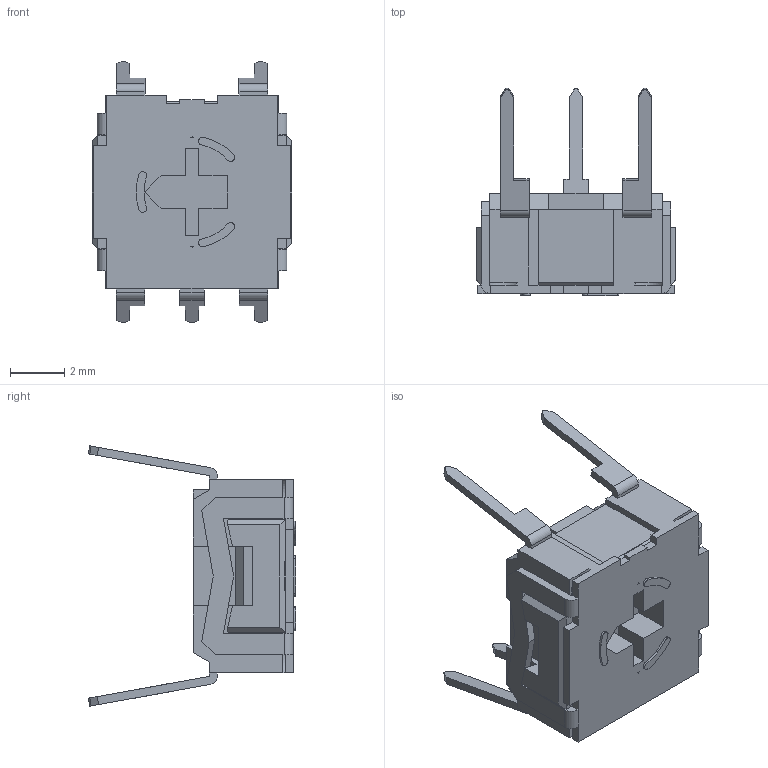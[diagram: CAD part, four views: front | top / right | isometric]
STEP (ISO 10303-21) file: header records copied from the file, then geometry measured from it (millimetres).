
FILE_DESCRIPTION( ( 'STEP AP214' ), ' ' );
FILE_NAME( 'psolqas15385847613.stp', '2017-08-23T13:38:58', ( '' ), ( '' ), ' ', 'PARTsolutions', ' ' );
FILE_SCHEMA( ( 'AUTOMOTIVE_DESIGN { 1 0 10303 214 1 1 1 1 }' ) );
Length unit declared in the file: metre
Products named in the file (1): 1
Bounding box: 7.36 x 7.65 x 9.6 mm (x, y, z)
Volume: 169.1 mm3; surface area: 338.4 mm2
Topology: 1 solids, 1 shells, 299 faces, 824 edges, 542 vertices
Faces by surface type: plane 232, cylinder 58, cone 8, sphere 1
Full cylindrical faces by diameter (mm): 0.8 x6, 1 x4
Entity records: 9288 total; most frequent: CARTESIAN_POINT 1735, ORIENTED_EDGE 1588, DIRECTION 1484, EDGE_CURVE 794, LINE 652, VECTOR 652, VERTEX_POINT 532, AXIS2_PLACEMENT_3D 416
